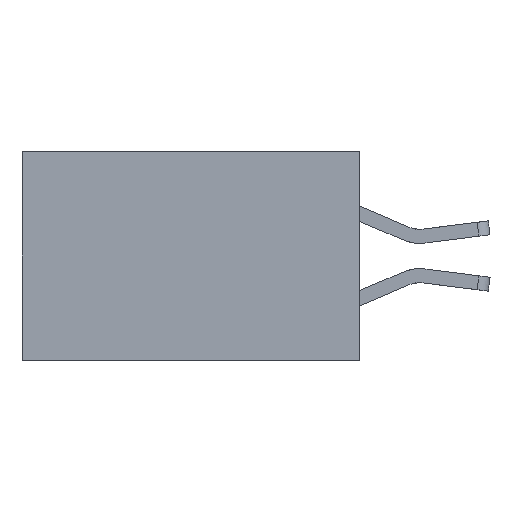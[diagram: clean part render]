
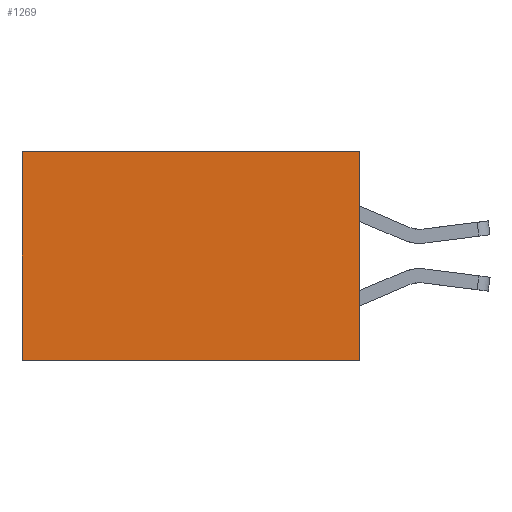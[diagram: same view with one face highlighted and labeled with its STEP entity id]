
A CAD part, left-side view. The second image highlights one B-rep face of the part: STEP entity #1269.
In plain terms, the highlighted planar face has unit normal (-1, 0, 0).
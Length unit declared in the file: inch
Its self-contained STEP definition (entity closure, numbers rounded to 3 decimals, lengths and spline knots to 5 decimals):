
#207 = PLANE ( 'NONE',  #4688 ) ;
#364 = VERTEX_POINT ( 'NONE', #9636 ) ;
#1227 = CARTESIAN_POINT ( 'NONE',  ( 0.2875, 0., 0. ) ) ;
#1269 = ADVANCED_FACE ( 'NONE', ( #5522 ), #207, .F. ) ;
#1842 = LINE ( 'NONE', #6002, #8502 ) ;
#1918 = EDGE_LOOP ( 'NONE', ( #5748, #10855, #6031, #9732 ) ) ;
#1938 = VERTEX_POINT ( 'NONE', #11369 ) ;
#3243 = DIRECTION ( 'NONE',  ( 0., 0., -1. ) ) ;
#3259 = CARTESIAN_POINT ( 'NONE',  ( 0.2875, 0., 0. ) ) ;
#3407 = EDGE_CURVE ( 'NONE', #1938, #364, #3849, .T. ) ;
#3849 = LINE ( 'NONE', #12190, #7679 ) ;
#4209 = DIRECTION ( 'NONE',  ( 0., 1., 0. ) ) ;
#4688 = AXIS2_PLACEMENT_3D ( 'NONE', #1227, #8895, #3243 ) ;
#4711 = VERTEX_POINT ( 'NONE', #5648 ) ;
#4961 = LINE ( 'NONE', #6407, #8203 ) ;
#5522 = FACE_OUTER_BOUND ( 'NONE', #1918, .T. ) ;
#5648 = CARTESIAN_POINT ( 'NONE',  ( 0.2875, 0.6, -0.37 ) ) ;
#5748 = ORIENTED_EDGE ( 'NONE', *, *, #8318, .T. ) ;
#5982 = LINE ( 'NONE', #3259, #7613 ) ;
#6002 = CARTESIAN_POINT ( 'NONE',  ( 0.2875, 0., -0.37 ) ) ;
#6031 = ORIENTED_EDGE ( 'NONE', *, *, #3407, .F. ) ;
#6407 = CARTESIAN_POINT ( 'NONE',  ( 0.2875, 0.6, 0. ) ) ;
#7613 = VECTOR ( 'NONE', #4209, 39.37008 ) ;
#7679 = VECTOR ( 'NONE', #8673, 39.37008 ) ;
#7689 = EDGE_CURVE ( 'NONE', #364, #4711, #1842, .T. ) ;
#8203 = VECTOR ( 'NONE', #8473, 39.37008 ) ;
#8276 = EDGE_CURVE ( 'NONE', #1938, #10333, #5982, .T. ) ;
#8318 = EDGE_CURVE ( 'NONE', #10333, #4711, #4961, .T. ) ;
#8473 = DIRECTION ( 'NONE',  ( 0., 0., -1. ) ) ;
#8502 = VECTOR ( 'NONE', #9058, 39.37008 ) ;
#8673 = DIRECTION ( 'NONE',  ( 0., 0., -1. ) ) ;
#8895 = DIRECTION ( 'NONE',  ( 1., 0., 0. ) ) ;
#9058 = DIRECTION ( 'NONE',  ( 0., 1., 0. ) ) ;
#9636 = CARTESIAN_POINT ( 'NONE',  ( 0.2875, 0., -0.37 ) ) ;
#9732 = ORIENTED_EDGE ( 'NONE', *, *, #8276, .T. ) ;
#10333 = VERTEX_POINT ( 'NONE', #10439 ) ;
#10439 = CARTESIAN_POINT ( 'NONE',  ( 0.2875, 0.6, 0. ) ) ;
#10855 = ORIENTED_EDGE ( 'NONE', *, *, #7689, .F. ) ;
#11369 = CARTESIAN_POINT ( 'NONE',  ( 0.2875, 0., 0. ) ) ;
#12190 = CARTESIAN_POINT ( 'NONE',  ( 0.2875, 0., 0. ) ) ;
